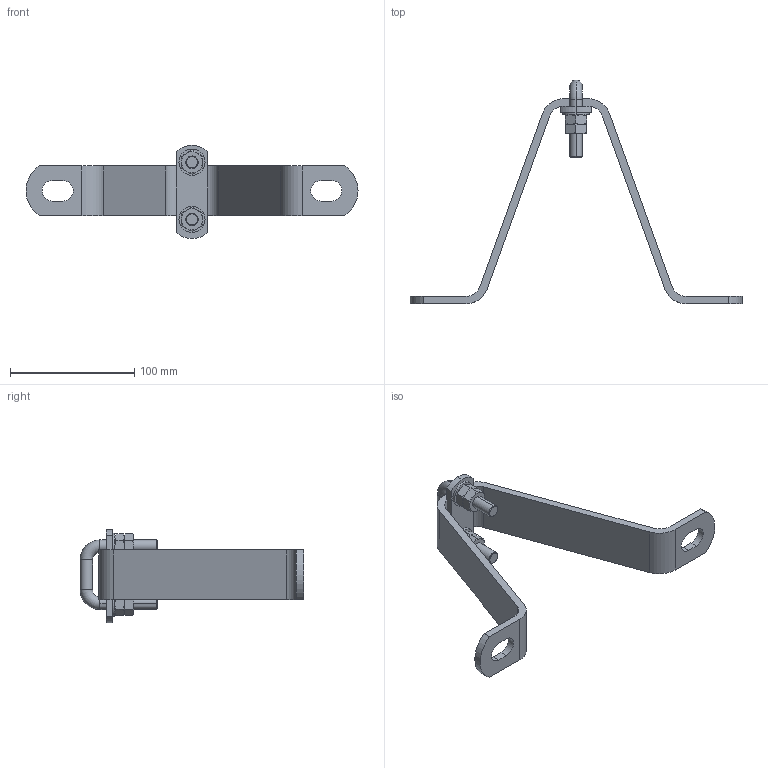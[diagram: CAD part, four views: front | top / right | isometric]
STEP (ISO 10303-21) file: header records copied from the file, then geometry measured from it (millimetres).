
FILE_DESCRIPTION (( 'STEP AP203' ), '1' );
FILE_NAME ('0544100000_Wandbefestigung.STEP', '2012-06-13T08:28:31', ( ' ' ), ( ' ' ), 'SwSTEP 2.0', 'SolidWorks 2007', '' );
FILE_SCHEMA (( 'CONFIG_CONTROL_DESIGN' ));
Length unit declared in the file: millimetre
Products named in the file (1): 0544100000_Wandbefestigung
Bounding box: 267.01 x 180 x 74.93 mm (x, y, z)
Surface area: 58608.2 mm2 (no closed solid volume)
Topology: 0 solids, 10 shells, 179 faces, 432 edges, 272 vertices
Faces by surface type: plane 74, cone 52, cylinder 49, torus 4
Entity records: 5700 total; most frequent: CARTESIAN_POINT 1444, DIRECTION 880, ORIENTED_EDGE 860, EDGE_CURVE 432, AXIS2_PLACEMENT_3D 348, VERTEX_POINT 272, EDGE_LOOP 200, LINE 184
